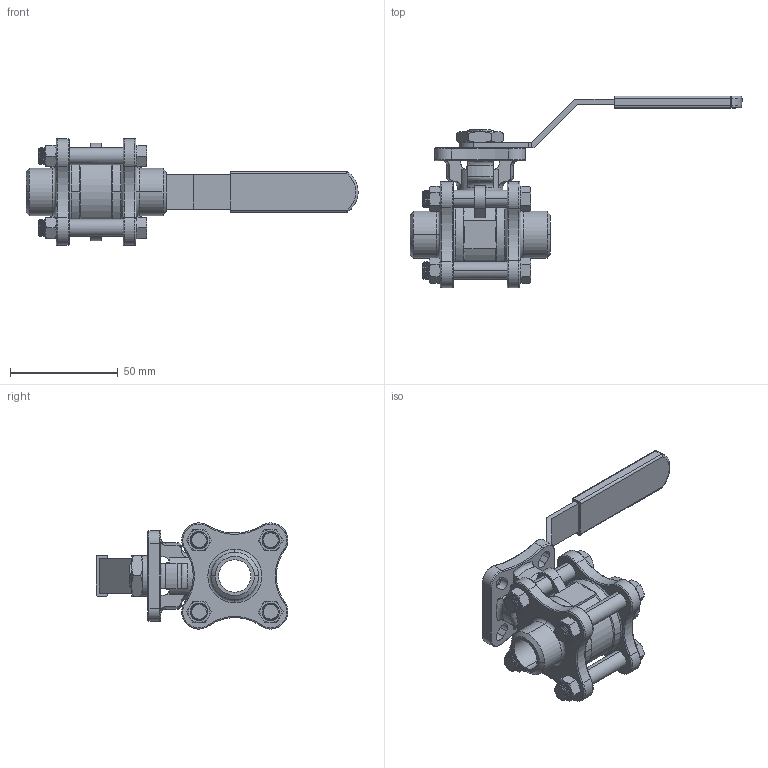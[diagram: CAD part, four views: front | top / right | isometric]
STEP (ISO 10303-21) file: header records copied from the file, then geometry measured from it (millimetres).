
FILE_DESCRIPTION((''),'2;1');
FILE_NAME('2012D-M3-015_ASM','2014-12-26T',('Administrator'),(''),'PRO/ENGINEER BY PARAMETRIC TECHNOLOGY CORPORATION, 2011080','PRO/ENGINEER BY PARAMETRIC TECHNOLOGY CORPORATION, 2011080','');
FILE_SCHEMA(('CONFIG_CONTROL_DESIGN'));
Length unit declared in the file: millimetre
Products named in the file (11): 2013D-M3-015A-BODY_2; 2013D-M3-BALL-015_2; 2013D-M3-SETM-015_2; 2013D-M3-BASHOUPIAN_2; 2013D-M3-HANDLE-015_2; 2013D-M3-015B-CAP1_2; JIAOTAO-010_2; LUOGAN_2; LUOMU_2; 2013D-M3-HANDLENUT-15_2; 2012D-M3-015_ASM
Assembly tree (17 placements, depth 2):
  2012D-M3-015_ASM
    2013D-M3-015A-BODY_2
    2013D-M3-BALL-015_2
    2013D-M3-SETM-015_2
    2013D-M3-BASHOUPIAN_2
    2013D-M3-HANDLE-015_2
    2013D-M3-015B-CAP1_2  x2
    JIAOTAO-010_2
    LUOGAN_2  x4
    LUOMU_2  x4
    2013D-M3-HANDLENUT-15_2
Bounding box: 153.96 x 88.91 x 49.22 mm (x, y, z)
Volume: 80263.6 mm3; surface area: 48807.3 mm2
Topology: 20 solids, 20 shells, 893 faces, 2305 edges, 1459 vertices
Faces by surface type: cylinder 290, plane 196, bspline 168, cone 141, torus 92, sphere 6
Entity records: 38309 total; most frequent: CARTESIAN_POINT 24695, ORIENTED_EDGE 3092, DIRECTION 2368, EDGE_CURVE 1546, VERTEX_POINT 988, AXIS2_PLACEMENT_3D 968, EDGE_LOOP 628, B_SPLINE_CURVE_WITH_KNOTS 628
